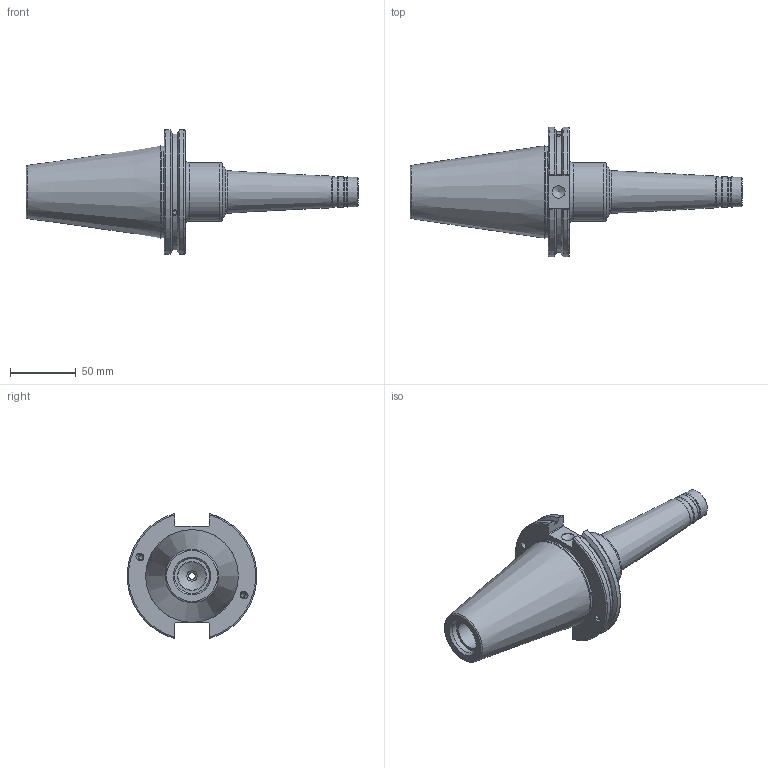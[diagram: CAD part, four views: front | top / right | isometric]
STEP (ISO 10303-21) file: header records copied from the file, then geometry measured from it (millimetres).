
FILE_DESCRIPTION(/* description */ (''),/* implementation_level */ '2;1');
FILE_NAME(/* name */ 'WL022HMC.stp',/* time_stamp */ '2024-03-07T14:12:06+09:00',/* author */ ('eos'),/* organization */ (''),/* preprocessor_version */ 'ST-DEVELOPER v20',/* originating_system */ 'Autodesk Inventor 2024',/* authorisation */ '');
FILE_SCHEMA (('AUTOMOTIVE_DESIGN { 1 0 10303 214 3 1 1 }'));
Length unit declared in the file: millimetre
Products named in the file (1): CAT50
Bounding box: 251.6 x 98.06 x 94.69 mm (x, y, z)
Volume: 424024.8 mm3; surface area: 59638.9 mm2
Topology: 1 solids, 1 shells, 106 faces, 286 edges, 189 vertices
Faces by surface type: plane 37, cylinder 28, cone 23, torus 18
Full cylindrical faces by diameter (mm): 3.242 x4, 4.134 x2, 4.2 x2, 4.917 x1, 5 x2, 7.937 x1, 8 x1, 9.5 x1, 9.525 x1, 21.5 x1, 21.971 x1, 26.2 x1, 44.5 x1, 69.25 x1
Entity records: 3772 total; most frequent: CARTESIAN_POINT 1051, DIRECTION 569, ORIENTED_EDGE 566, EDGE_CURVE 283, AXIS2_PLACEMENT_3D 233, VERTEX_POINT 189, EDGE_LOOP 126, CIRCLE 124
